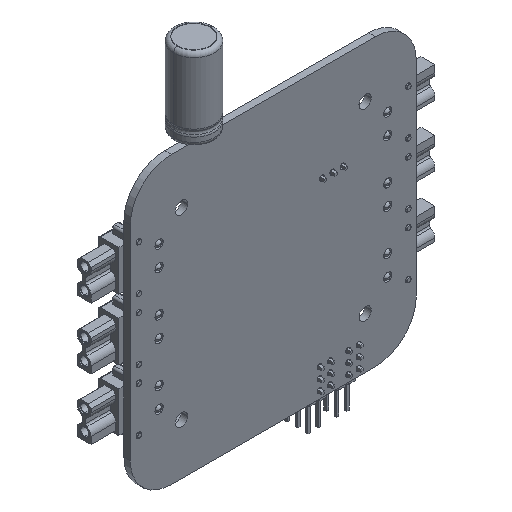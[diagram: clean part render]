
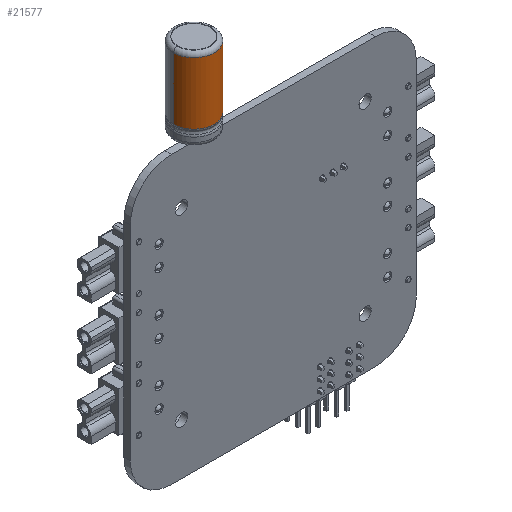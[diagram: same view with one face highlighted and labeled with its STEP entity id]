
A CAD part, isometric view. The second image highlights one B-rep face of the part: STEP entity #21577.
In plain terms, the highlighted cylindrical face has radius 5 mm (diameter 10 mm), a partial arc.
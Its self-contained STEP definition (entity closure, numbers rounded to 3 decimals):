
#21216=CARTESIAN_POINT('',(0.,3.849,0.));
#21217=DIRECTION('',(0.,1.,0.));
#21218=DIRECTION('',(1.,0.,0.));
#21219=AXIS2_PLACEMENT_3D('',#21216,#21217,#21218);
#21221=DIRECTION('',(0.,1.,0.));
#21222=VECTOR('',#21221,15.151);
#21223=CARTESIAN_POINT('',(5.,3.849,0.));
#21224=LINE('',#21223,#21222);
#21225=CARTESIAN_POINT('',(0.,19.,0.));
#21226=DIRECTION('',(0.,1.,0.));
#21227=DIRECTION('',(1.,0.,0.));
#21228=AXIS2_PLACEMENT_3D('',#21225,#21226,#21227);
#21259=DIRECTION('',(0.,1.,0.));
#21260=VECTOR('',#21259,15.151);
#21261=CARTESIAN_POINT('',(-5.,3.849,0.));
#21262=LINE('',#21261,#21260);
#21494=CARTESIAN_POINT('',(5.,19.,0.));
#21495=CARTESIAN_POINT('',(-5.,19.,0.));
#21496=VERTEX_POINT('',#21494);
#21497=VERTEX_POINT('',#21495);
#21546=CARTESIAN_POINT('',(5.,3.849,0.));
#21547=CARTESIAN_POINT('',(-5.,3.849,0.));
#21548=VERTEX_POINT('',#21546);
#21549=VERTEX_POINT('',#21547);
#21562=CARTESIAN_POINT('',(0.,0.,0.));
#21563=DIRECTION('',(0.,1.,0.));
#21564=DIRECTION('',(1.,0.,0.));
#21565=AXIS2_PLACEMENT_3D('',#21562,#21563,#21564);
#21566=CYLINDRICAL_SURFACE('',#21565,5.);
#21568=ORIENTED_EDGE('',*,*,#21567,.F.);
#21570=ORIENTED_EDGE('',*,*,#21569,.T.);
#21572=ORIENTED_EDGE('',*,*,#21571,.T.);
#21574=ORIENTED_EDGE('',*,*,#21573,.F.);
#21575=EDGE_LOOP('',(#21568,#21570,#21572,#21574));
#21576=FACE_OUTER_BOUND('',#21575,.F.);
#21220=CIRCLE('',#21219,5.);
#21229=CIRCLE('',#21228,5.);
#21567=EDGE_CURVE('',#21548,#21549,#21220,.T.);
#21569=EDGE_CURVE('',#21548,#21496,#21224,.T.);
#21571=EDGE_CURVE('',#21496,#21497,#21229,.T.);
#21573=EDGE_CURVE('',#21549,#21497,#21262,.T.);
#21577=ADVANCED_FACE('',(#21576),#21566,.T.);
